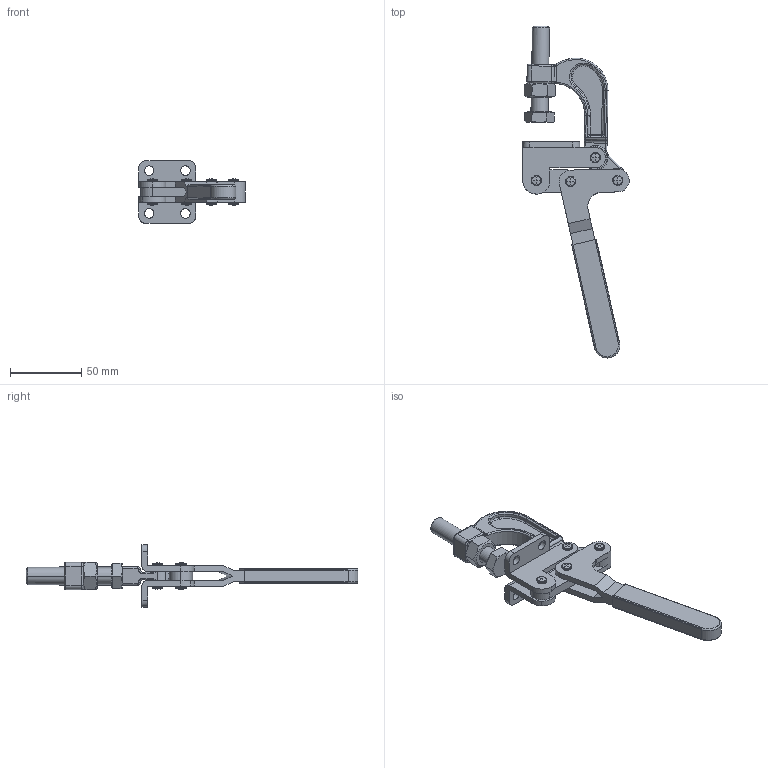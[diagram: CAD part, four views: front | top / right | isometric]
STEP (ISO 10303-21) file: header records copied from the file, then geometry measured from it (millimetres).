
FILE_DESCRIPTION(('CATIA V5 STEP Exchange'),'2;1');
FILE_NAME('SPANNZANGE_TS_G_365_JW41_357909.stp','2018-08-16T12:05:12+00:00',('none'),('none'),'CATIA Version 5 Release 19 SP 9 (IN-10)','CATIA V5 STEP AP214','none');
FILE_SCHEMA(('AUTOMOTIVE_DESIGN { 1 0 10303 214 1 1 1 1 }'));
Length unit declared in the file: millimetre
Products named in the file (1): SPANNZANGE_TS_G_365_JW41_357909
Bounding box: 74.61 x 232.85 x 44 mm (x, y, z)
Volume: 71980.6 mm3; surface area: 30111.9 mm2
Topology: 1 solids, 6 shells, 405 faces, 1043 edges, 621 vertices
Faces by surface type: cylinder 121, plane 99, torus 96, bspline 33, cone 28, sphere 28
Entity records: 16157 total; most frequent: CARTESIAN_POINT 4380, ORIENTED_EDGE 2026, DIRECTION 1474, EDGE_CURVE 1013, AXIS2_PLACEMENT_3D 780, VERTEX_POINT 621, EDGE_LOOP 432, CIRCLE 424
